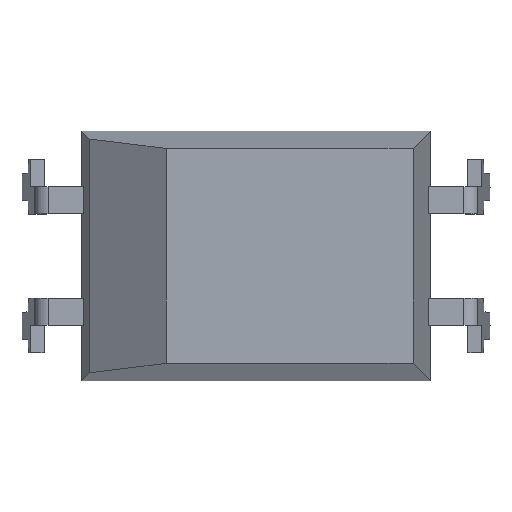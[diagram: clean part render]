
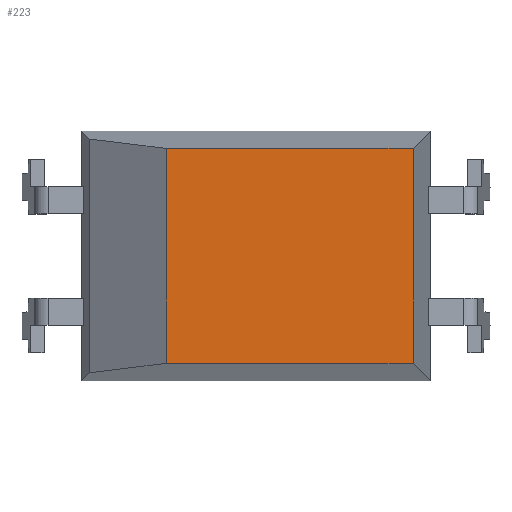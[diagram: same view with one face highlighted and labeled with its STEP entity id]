
A CAD part, top view. The second image highlights one B-rep face of the part: STEP entity #223.
In plain terms, the highlighted planar face has unit normal (0, 0, 1).
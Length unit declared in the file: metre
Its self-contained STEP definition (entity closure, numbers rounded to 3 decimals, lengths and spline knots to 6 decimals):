
#223=ADVANCED_FACE('0:38',(#434),#435,.F.);
#434=FACE_OUTER_BOUND('',#678,.T.);
#435=PLANE('',#679);
#678=EDGE_LOOP('',(#910,#911,#912,#913));
#679=AXIS2_PLACEMENT_3D('',#914,#915,#916);
#910=ORIENTED_EDGE('',*,*,#1598,.T.);
#911=ORIENTED_EDGE('',*,*,#1599,.T.);
#912=ORIENTED_EDGE('',*,*,#1600,.T.);
#913=ORIENTED_EDGE('',*,*,#1601,.T.);
#914=CARTESIAN_POINT('',(0.00447,0.006342,0.004452));
#915=DIRECTION('',(-0.0,0.0,-1.0));
#916=DIRECTION('',(-1.0,0.,0.0));
#1598=EDGE_CURVE('0:71',#1869,#1870,#1871,.T.);
#1599=EDGE_CURVE('0:74',#1870,#1872,#1873,.T.);
#1600=EDGE_CURVE('0:77',#1872,#1874,#1875,.T.);
#1601=EDGE_CURVE('0:80',#1874,#1869,#1876,.T.);
#1869=VERTEX_POINT('NONE',#2266);
#1870=VERTEX_POINT('NONE',#2267);
#1871=LINE('',#2268,#2269);
#1872=VERTEX_POINT('NONE',#2270);
#1873=LINE('',#2271,#2272);
#1874=VERTEX_POINT('NONE',#2273);
#1875=LINE('',#2274,#2275);
#1876=LINE('',#2276,#2277);
#2266=CARTESIAN_POINT('',(0.004148,0.00602,0.004452));
#2267=CARTESIAN_POINT('',(-0.000375,0.00602,0.004452));
#2268=CARTESIAN_POINT('',(0.00447,0.00602,0.004452));
#2269=VECTOR('',#2829,1.0);
#2270=CARTESIAN_POINT('',(-0.000375,0.002083,0.004452));
#2271=CARTESIAN_POINT('',(-0.000375,0.002083,0.004452));
#2272=VECTOR('',#2830,1.0);
#2273=CARTESIAN_POINT('',(0.004148,0.002083,0.004452));
#2274=CARTESIAN_POINT('',(0.00447,0.002083,0.004452));
#2275=VECTOR('',#2831,1.0);
#2276=CARTESIAN_POINT('',(0.004148,0.006342,0.004452));
#2277=VECTOR('',#2832,1.0);
#2829=DIRECTION('',(-1.0,0.,0.0));
#2830=DIRECTION('',(0.,-1.0,0.0));
#2831=DIRECTION('',(1.0,0.,0.0));
#2832=DIRECTION('',(0.,1.0,0.0));
